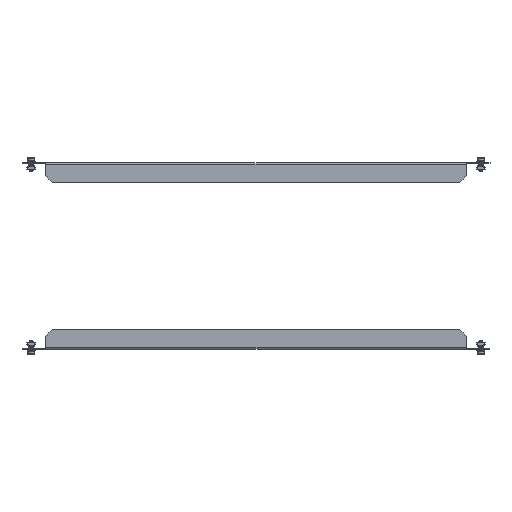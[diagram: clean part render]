
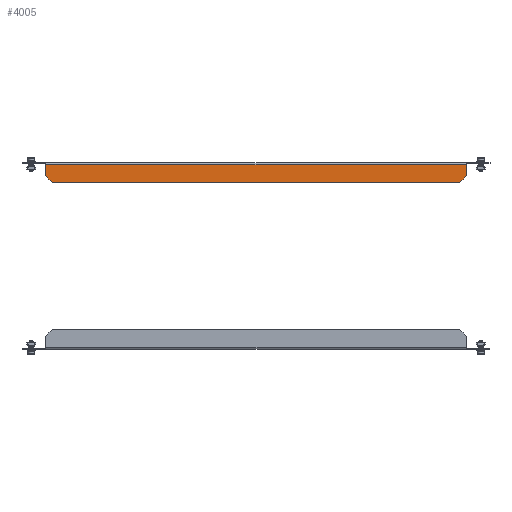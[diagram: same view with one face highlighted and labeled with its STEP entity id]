
A CAD part, front view. The second image highlights one B-rep face of the part: STEP entity #4005.
In plain terms, the highlighted planar face has unit normal (0, -1, 0).
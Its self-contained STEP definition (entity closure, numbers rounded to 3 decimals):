
#191 = CARTESIAN_POINT ( 'NONE',  ( -320., -148., 0. ) ) ;
#210 = DIRECTION ( 'NONE',  ( 0.707, 0., 0.707 ) ) ;
#258 = CARTESIAN_POINT ( 'NONE',  ( -320., -148., -18.8 ) ) ;
#288 = VECTOR ( 'NONE', #4537, 1000. ) ;
#539 = ORIENTED_EDGE ( 'NONE', *, *, #3842, .T. ) ;
#713 = VECTOR ( 'NONE', #3425, 1000. ) ;
#875 = VECTOR ( 'NONE', #210, 1000. ) ;
#958 = ORIENTED_EDGE ( 'NONE', *, *, #4599, .T. ) ;
#1041 = DIRECTION ( 'NONE',  ( 1., 0., 0. ) ) ;
#1216 = LINE ( 'NONE', #1366, #5120 ) ;
#1319 = VERTEX_POINT ( 'NONE', #6194 ) ;
#1366 = CARTESIAN_POINT ( 'NONE',  ( 320., -148., 0. ) ) ;
#2016 = EDGE_LOOP ( 'NONE', ( #2927, #958, #6488, #539, #5660, #6092 ) ) ;
#2056 = VERTEX_POINT ( 'NONE', #3253 ) ;
#2132 = LINE ( 'NONE', #4790, #4375 ) ;
#2444 = EDGE_CURVE ( 'NONE', #1319, #5130, #4058, .T. ) ;
#2573 = DIRECTION ( 'NONE',  ( 0., 0., 1. ) ) ;
#2875 = CARTESIAN_POINT ( 'NONE',  ( -320., -148., -28.8 ) ) ;
#2927 = ORIENTED_EDGE ( 'NONE', *, *, #2444, .T. ) ;
#3253 = CARTESIAN_POINT ( 'NONE',  ( 320., -148., -1.875 ) ) ;
#3425 = DIRECTION ( 'NONE',  ( 1., 0., 0. ) ) ;
#3446 = CARTESIAN_POINT ( 'NONE',  ( -310., -148., -28.8 ) ) ;
#3600 = CARTESIAN_POINT ( 'NONE',  ( -320., -148., 0. ) ) ;
#3842 = EDGE_CURVE ( 'NONE', #6066, #6842, #4793, .T. ) ;
#3858 = EDGE_CURVE ( 'NONE', #6183, #6066, #4302, .T. ) ;
#3891 = FACE_OUTER_BOUND ( 'NONE', #2016, .T. ) ;
#3971 = LINE ( 'NONE', #5051, #288 ) ;
#3975 = EDGE_CURVE ( 'NONE', #6842, #2056, #1216, .T. ) ;
#4005 = ADVANCED_FACE ( 'NONE', ( #3891 ), #6180, .F. ) ;
#4058 = LINE ( 'NONE', #191, #4799 ) ;
#4302 = LINE ( 'NONE', #2875, #713 ) ;
#4375 = VECTOR ( 'NONE', #1041, 1000. ) ;
#4472 = DIRECTION ( 'NONE',  ( 0., 0., -1. ) ) ;
#4537 = DIRECTION ( 'NONE',  ( 0.707, 0., -0.707 ) ) ;
#4599 = EDGE_CURVE ( 'NONE', #5130, #6183, #3971, .T. ) ;
#4653 = DIRECTION ( 'NONE',  ( 0., 0., 1. ) ) ;
#4790 = CARTESIAN_POINT ( 'NONE',  ( 320., -148., -1.875 ) ) ;
#4793 = LINE ( 'NONE', #6060, #875 ) ;
#4799 = VECTOR ( 'NONE', #4472, 1000. ) ;
#4926 = EDGE_CURVE ( 'NONE', #1319, #2056, #2132, .T. ) ;
#5041 = AXIS2_PLACEMENT_3D ( 'NONE', #3600, #5209, #2573 ) ;
#5051 = CARTESIAN_POINT ( 'NONE',  ( -310., -148., -28.8 ) ) ;
#5120 = VECTOR ( 'NONE', #4653, 1000. ) ;
#5130 = VERTEX_POINT ( 'NONE', #258 ) ;
#5209 = DIRECTION ( 'NONE',  ( 0., 1., 0. ) ) ;
#5660 = ORIENTED_EDGE ( 'NONE', *, *, #3975, .T. ) ;
#5936 = CARTESIAN_POINT ( 'NONE',  ( 320., -148., -18.8 ) ) ;
#6060 = CARTESIAN_POINT ( 'NONE',  ( 320., -148., -18.8 ) ) ;
#6066 = VERTEX_POINT ( 'NONE', #6368 ) ;
#6092 = ORIENTED_EDGE ( 'NONE', *, *, #4926, .F. ) ;
#6180 = PLANE ( 'NONE',  #5041 ) ;
#6183 = VERTEX_POINT ( 'NONE', #3446 ) ;
#6194 = CARTESIAN_POINT ( 'NONE',  ( -320., -148., -1.875 ) ) ;
#6368 = CARTESIAN_POINT ( 'NONE',  ( 310., -148., -28.8 ) ) ;
#6488 = ORIENTED_EDGE ( 'NONE', *, *, #3858, .T. ) ;
#6842 = VERTEX_POINT ( 'NONE', #5936 ) ;
